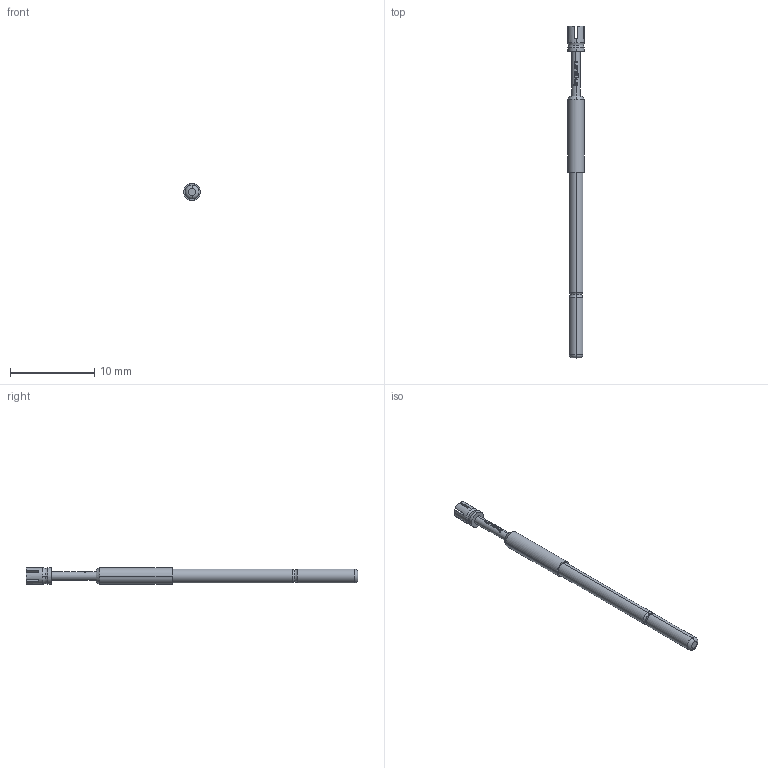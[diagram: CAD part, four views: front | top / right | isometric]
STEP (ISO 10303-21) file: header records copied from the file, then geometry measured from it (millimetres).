
FILE_DESCRIPTION (( 'STEP AP203' ), '1' );
FILE_NAME ('INGUN_HSS-118_319_200_A_xx09.STEP', '2021-01-12T16:40:23', ( '' ), ( '' ), 'SwSTEP 2.0', 'SolidWorks 2018', '' );
FILE_SCHEMA (( 'CONFIG_CONTROL_DESIGN' ));
Length unit declared in the file: millimetre
Products named in the file (1): INGUN_HSS-118_319_200_A_xx09
Bounding box: 2 x 39.3 x 2 mm (x, y, z)
Volume: 85.6 mm3; surface area: 224.1 mm2
Topology: 1 solids, 1 shells, 134 faces, 374 edges, 246 vertices
Faces by surface type: plane 57, cylinder 31, bspline 22, cone 14, torus 10
Entity records: 5403 total; most frequent: CARTESIAN_POINT 2375, ORIENTED_EDGE 748, DIRECTION 420, EDGE_CURVE 374, B_SPLINE_CURVE_WITH_KNOTS 246, VERTEX_POINT 246, AXIS2_PLACEMENT_3D 179, EDGE_LOOP 138
